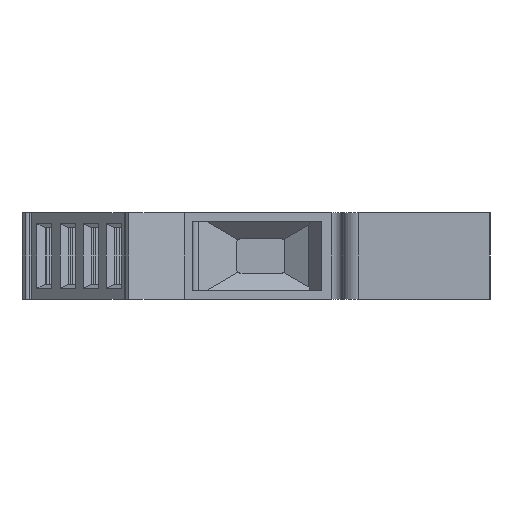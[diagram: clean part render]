
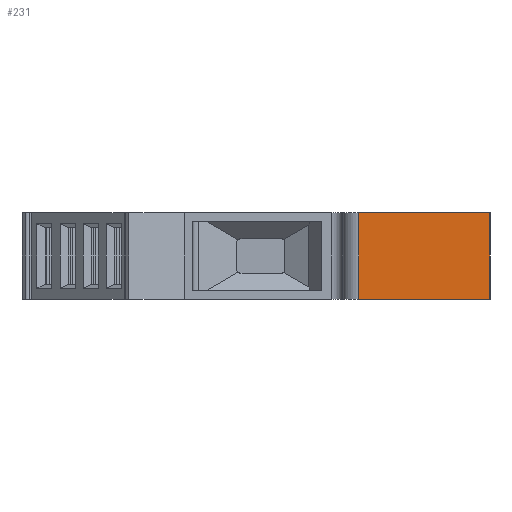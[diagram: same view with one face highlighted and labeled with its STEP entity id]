
A CAD part, left-side view. The second image highlights one B-rep face of the part: STEP entity #231.
In plain terms, the highlighted planar face has unit normal (-1, 0, 0).
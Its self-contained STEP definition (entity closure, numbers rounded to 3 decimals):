
#231=ADVANCED_FACE('',(#638),#464,.T.);
#464=PLANE('',#4550);
#638=FACE_OUTER_BOUND('',#882,.T.);
#882=EDGE_LOOP('',(#1447,#1448,#1449,#1450));
#1447=ORIENTED_EDGE('',*,*,#3047,.F.);
#1448=ORIENTED_EDGE('',*,*,#3048,.F.);
#1449=ORIENTED_EDGE('',*,*,#2960,.T.);
#1450=ORIENTED_EDGE('',*,*,#2886,.T.);
#2478=VERTEX_POINT('',#6148);
#2479=VERTEX_POINT('',#6150);
#2546=VERTEX_POINT('',#6296);
#2600=VERTEX_POINT('',#6470);
#2886=EDGE_CURVE('',#2479,#2478,#3495,.T.);
#2960=EDGE_CURVE('',#2546,#2479,#3554,.T.);
#3047=EDGE_CURVE('',#2600,#2478,#3639,.T.);
#3048=EDGE_CURVE('',#2546,#2600,#3640,.T.);
#3495=LINE('',#6149,#4007);
#3554=LINE('',#6295,#4066);
#3639=LINE('',#6469,#4151);
#3640=LINE('',#6471,#4152);
#4007=VECTOR('',#4905,1.);
#4066=VECTOR('',#5004,1.);
#4151=VECTOR('',#5159,1.);
#4152=VECTOR('',#5160,1.);
#4550=AXIS2_PLACEMENT_3D('',#6472,#5161,#5162);
#4905=DIRECTION('',(0.,1.,0.));
#5004=DIRECTION('',(0.,0.,1.));
#5159=DIRECTION('',(0.,0.,1.));
#5160=DIRECTION('',(0.,1.,0.));
#5161=DIRECTION('',(-1.,0.,0.));
#5162=DIRECTION('',(0.,0.,-1.));
#6148=CARTESIAN_POINT('',(-28.,-31.5,8.1));
#6149=CARTESIAN_POINT('',(-28.,-43.8,8.1));
#6150=CARTESIAN_POINT('',(-28.,-43.8,8.1));
#6295=CARTESIAN_POINT('',(-28.,-43.8,4.05));
#6296=CARTESIAN_POINT('',(-28.,-43.8,0.));
#6469=CARTESIAN_POINT('',(-28.,-31.5,4.05));
#6470=CARTESIAN_POINT('',(-28.,-31.5,0.));
#6471=CARTESIAN_POINT('',(-28.,-43.8,0.));
#6472=CARTESIAN_POINT('',(-28.,-43.8,4.05));
